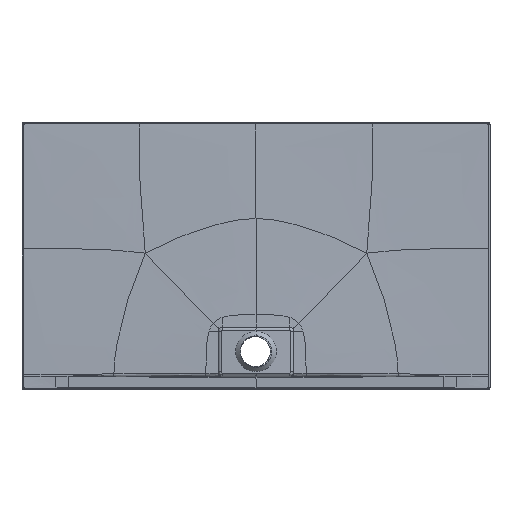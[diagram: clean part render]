
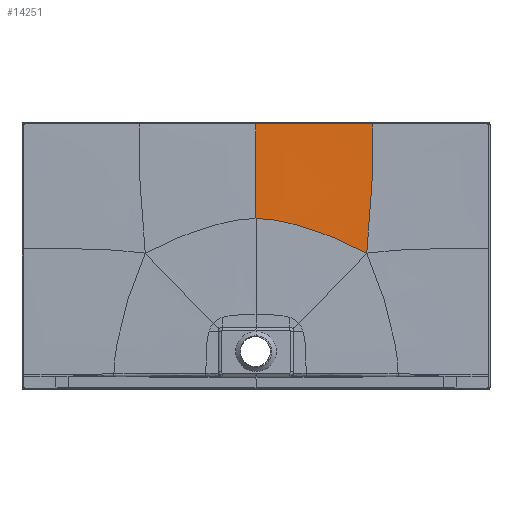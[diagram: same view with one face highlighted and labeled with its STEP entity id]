
A CAD part, front view. The second image highlights one B-rep face of the part: STEP entity #14251.
In plain terms, the highlighted free-form (B-spline) face has degree [3, 3] with [8, 10] control points.
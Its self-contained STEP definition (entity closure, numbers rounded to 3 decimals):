
#3625=CARTESIAN_POINT('',(349.997,-3.053,794.979));
#3648=CARTESIAN_POINT('',(-0.004,-3.122,
794.952));
#3649=CARTESIAN_POINT('',(25.997,-3.122,794.952));
#3650=CARTESIAN_POINT('',(76.04,-3.118,794.954));
#3651=CARTESIAN_POINT('',(142.834,-3.106,794.958));
#3652=CARTESIAN_POINT('',(208.476,-3.09,794.964));
#3653=CARTESIAN_POINT('',(276.331,-3.072,794.971));
#3654=CARTESIAN_POINT('',(324.981,-3.059,794.976));
#3655=CARTESIAN_POINT('',(349.997,-3.053,794.979));
#3657=CARTESIAN_POINT('',(349.997,-3.053,794.979));
#3658=CARTESIAN_POINT('',(349.96,-3.329,768.907));
#3659=CARTESIAN_POINT('',(349.244,-4.,714.248));
#3660=CARTESIAN_POINT('',(347.61,-5.049,639.975));
#3661=CARTESIAN_POINT('',(345.45,-6.013,573.015));
#3662=CARTESIAN_POINT('',(342.87,-6.788,519.709));
#3663=CARTESIAN_POINT('',(339.289,-7.481,473.378));
#3664=CARTESIAN_POINT('',(335.199,-8.065,436.084));
#3665=CARTESIAN_POINT('',(332.713,-8.366,417.556));
#3666=CARTESIAN_POINT('',(331.357,-8.519,408.367));
#3668=DIRECTION('',(0.,-0.024,-1.));
#3669=VECTOR('',#3668,282.461);
#3670=CARTESIAN_POINT('',(-0.004,-3.122,
794.952));
#3671=LINE('',#3670,#3669);
#3718=CARTESIAN_POINT('',(0.,-9.899,
512.572));
#3719=CARTESIAN_POINT('',(23.473,-9.899,512.572));
#3720=CARTESIAN_POINT('',(72.928,-9.8,506.643));
#3721=CARTESIAN_POINT('',(153.296,-9.479,484.741));
#3722=CARTESIAN_POINT('',(224.84,-9.163,459.335));
#3723=CARTESIAN_POINT('',(284.916,-8.841,433.131));
#3724=CARTESIAN_POINT('',(315.794,-8.636,417.19));
#3725=CARTESIAN_POINT('',(331.357,-8.519,408.367));
#3773=CARTESIAN_POINT('',(331.357,-8.519,408.367));
#4490=VERTEX_POINT('',#3773);
#4603=VERTEX_POINT('',#3625);
#4625=CARTESIAN_POINT('',(0.,-9.899,
512.572));
#4627=VERTEX_POINT('',#4625);
#4628=CARTESIAN_POINT('',(-0.004,-3.122,
794.952));
#4629=VERTEX_POINT('',#4628);
#14161=CARTESIAN_POINT('',(-3.576,-3.034,
798.6));
#14162=CARTESIAN_POINT('',(-3.575,-3.598,
775.132));
#14163=CARTESIAN_POINT('',(-3.516,-4.736,
727.705));
#14164=CARTESIAN_POINT('',(-3.331,-6.161,
668.298));
#14165=CARTESIAN_POINT('',(-3.159,-7.311,
620.378));
#14166=CARTESIAN_POINT('',(-3.035,-8.174,
584.438));
#14167=CARTESIAN_POINT('',(-2.95,-8.893,
554.488));
#14168=CARTESIAN_POINT('',(-2.897,-9.488,
529.697));
#14169=CARTESIAN_POINT('',(-2.877,-9.795,
516.887));
#14170=CARTESIAN_POINT('',(-2.869,-9.959,
510.067));
#14171=CARTESIAN_POINT('',(26.782,-3.034,
798.601));
#14172=CARTESIAN_POINT('',(26.774,-3.599,
775.139));
#14173=CARTESIAN_POINT('',(26.331,-4.738,
727.726));
#14174=CARTESIAN_POINT('',(24.935,-6.166,
668.356));
#14175=CARTESIAN_POINT('',(23.634,-7.316,
620.484));
#14176=CARTESIAN_POINT('',(22.696,-8.179,
584.588));
#14177=CARTESIAN_POINT('',(22.048,-8.898,
554.681));
#14178=CARTESIAN_POINT('',(21.646,-9.492,
529.927));
#14179=CARTESIAN_POINT('',(21.493,-9.799,
517.135));
#14180=CARTESIAN_POINT('',(21.429,-9.963,
510.324));
#14181=CARTESIAN_POINT('',(86.307,-3.033,
798.59));
#14182=CARTESIAN_POINT('',(86.282,-3.578,
774.992));
#14183=CARTESIAN_POINT('',(84.921,-4.679,
727.235));
#14184=CARTESIAN_POINT('',(80.824,-6.068,
667.006));
#14185=CARTESIAN_POINT('',(77.214,-7.201,
618.031));
#14186=CARTESIAN_POINT('',(74.737,-8.059,
581.106));
#14187=CARTESIAN_POINT('',(73.147,-8.782,
550.212));
#14188=CARTESIAN_POINT('',(72.233,-9.385,
524.621));
#14189=CARTESIAN_POINT('',(71.913,-9.698,
511.405));
#14190=CARTESIAN_POINT('',(71.784,-9.865,
504.374));
#14191=CARTESIAN_POINT('',(174.999,-3.029,
798.551));
#14192=CARTESIAN_POINT('',(174.958,-3.498,
774.512));
#14193=CARTESIAN_POINT('',(172.723,-4.461,
725.619));
#14194=CARTESIAN_POINT('',(166.319,-5.725,
662.346));
#14195=CARTESIAN_POINT('',(160.965,-6.806,
609.266));
#14196=CARTESIAN_POINT('',(157.431,-7.655,
568.411));
#14197=CARTESIAN_POINT('',(155.238,-8.396,
533.66));
#14198=CARTESIAN_POINT('',(153.942,-9.031,
504.725));
#14199=CARTESIAN_POINT('',(153.439,-9.365,
489.775));
#14200=CARTESIAN_POINT('',(153.21,-9.544,
481.844));
#14201=CARTESIAN_POINT('',(247.916,-3.024,
798.498));
#14202=CARTESIAN_POINT('',(247.877,-3.414,
773.782));
#14203=CARTESIAN_POINT('',(245.729,-4.248,
723.295));
#14204=CARTESIAN_POINT('',(239.759,-5.414,
656.369));
#14205=CARTESIAN_POINT('',(234.689,-6.454,
598.599));
#14206=CARTESIAN_POINT('',(231.131,-7.293,
553.328));
#14207=CARTESIAN_POINT('',(228.484,-8.044,
514.321));
#14208=CARTESIAN_POINT('',(226.36,-8.697,
481.76));
#14209=CARTESIAN_POINT('',(225.242,-9.044,
464.977));
#14210=CARTESIAN_POINT('',(224.611,-9.231,
456.087));
#14211=CARTESIAN_POINT('',(307.203,-3.02,
798.418));
#14212=CARTESIAN_POINT('',(307.178,-3.347,
772.572));
#14213=CARTESIAN_POINT('',(305.709,-4.089,
719.637));
#14214=CARTESIAN_POINT('',(301.811,-5.195,
648.4));
#14215=CARTESIAN_POINT('',(298.149,-6.199,
585.786));
#14216=CARTESIAN_POINT('',(295.057,-7.012,
536.194));
#14217=CARTESIAN_POINT('',(291.901,-7.743,
493.184));
#14218=CARTESIAN_POINT('',(288.634,-8.38,
457.322));
#14219=CARTESIAN_POINT('',(286.633,-8.719,
438.87));
#14220=CARTESIAN_POINT('',(285.481,-8.903,
429.149));
#14221=CARTESIAN_POINT('',(337.323,-3.018,
798.359));
#14222=CARTESIAN_POINT('',(337.308,-3.315,
771.647));
#14223=CARTESIAN_POINT('',(336.354,-4.013,
716.878));
#14224=CARTESIAN_POINT('',(333.992,-5.092,
642.772));
#14225=CARTESIAN_POINT('',(331.367,-6.07,
577.195));
#14226=CARTESIAN_POINT('',(328.631,-6.859,
525.051));
#14227=CARTESIAN_POINT('',(325.187,-7.566,
479.756));
#14228=CARTESIAN_POINT('',(321.23,-8.181,
442.001));
#14229=CARTESIAN_POINT('',(318.762,-8.51,
422.645));
#14230=CARTESIAN_POINT('',(317.28,-8.687,
412.402));
#14231=CARTESIAN_POINT('',(352.86,-3.017,
798.322));
#14232=CARTESIAN_POINT('',(352.851,-3.298,
771.07));
#14233=CARTESIAN_POINT('',(352.185,-3.975,
715.161));
#14234=CARTESIAN_POINT('',(350.682,-5.039,
639.351));
#14235=CARTESIAN_POINT('',(348.627,-6.,
572.081));
#14236=CARTESIAN_POINT('',(346.082,-6.772,
518.514));
#14237=CARTESIAN_POINT('',(342.47,-7.462,
471.95));
#14238=CARTESIAN_POINT('',(338.176,-8.064,
433.178));
#14239=CARTESIAN_POINT('',(335.435,-8.385,
413.276));
#14240=CARTESIAN_POINT('',(333.833,-8.56,
402.794));
#14241=B_SPLINE_SURFACE_WITH_KNOTS('',3,3,((#14161,#14162,#14163,#14164,#14165,
#14166,#14167,#14168,#14169,#14170),(#14171,#14172,#14173,#14174,#14175,#14176,
#14177,#14178,#14179,#14180),(#14181,#14182,#14183,#14184,#14185,#14186,#14187,
#14188,#14189,#14190),(#14191,#14192,#14193,#14194,#14195,#14196,#14197,#14198,
#14199,#14200),(#14201,#14202,#14203,#14204,#14205,#14206,#14207,#14208,#14209,
#14210),(#14211,#14212,#14213,#14214,#14215,#14216,#14217,#14218,#14219,#14220),
(#14221,#14222,#14223,#14224,#14225,#14226,#14227,#14228,#14229,#14230),(#14231,
#14232,#14233,#14234,#14235,#14236,#14237,#14238,#14239,#14240)),.UNSPECIFIED.,
.F.,.F.,.F.,(4,1,1,1,1,4),(4,1,1,1,1,1,1,4),(-0.005,0.125,0.25,
0.375,0.438,0.504),(0.003,0.125,0.25,0.313,
0.375,0.438,0.469,0.504),.UNSPECIFIED.);
#14243=ORIENTED_EDGE('',*,*,#14242,.F.);
#14245=ORIENTED_EDGE('',*,*,#14244,.T.);
#14246=ORIENTED_EDGE('',*,*,#14152,.T.);
#14248=ORIENTED_EDGE('',*,*,#14247,.F.);
#14249=EDGE_LOOP('',(#14243,#14245,#14246,#14248));
#14250=FACE_OUTER_BOUND('',#14249,.F.);
#14251=ADVANCED_FACE('',(#14250),#14241,.F.);
#3656=B_SPLINE_CURVE_WITH_KNOTS('',3,(#3648,#3649,#3650,#3651,#3652,#3653,#3654,
#3655),.UNSPECIFIED.,.F.,.F.,(4,1,1,1,1,4),(0.,0.2,0.4,0.6,0.8,1.),
.UNSPECIFIED.);
#3667=B_SPLINE_CURVE_WITH_KNOTS('',3,(#3657,#3658,#3659,#3660,#3661,#3662,#3663,
#3664,#3665,#3666),.UNSPECIFIED.,.F.,.F.,(4,1,1,1,1,1,1,4),(0.,
0.238,0.492,0.619,0.746,
0.873,0.937,1.),.UNSPECIFIED.);
#3726=B_SPLINE_CURVE_WITH_KNOTS('',3,(#3718,#3719,#3720,#3721,#3722,#3723,#3724,
#3725),.UNSPECIFIED.,.F.,.F.,(4,1,1,1,1,4),(0.,0.25,0.5,0.75,0.875,
1.),.UNSPECIFIED.);
#14152=EDGE_CURVE('',#4603,#4490,#3667,.T.);
#14242=EDGE_CURVE('',#4629,#4627,#3671,.T.);
#14244=EDGE_CURVE('',#4629,#4603,#3656,.T.);
#14247=EDGE_CURVE('',#4627,#4490,#3726,.T.);
